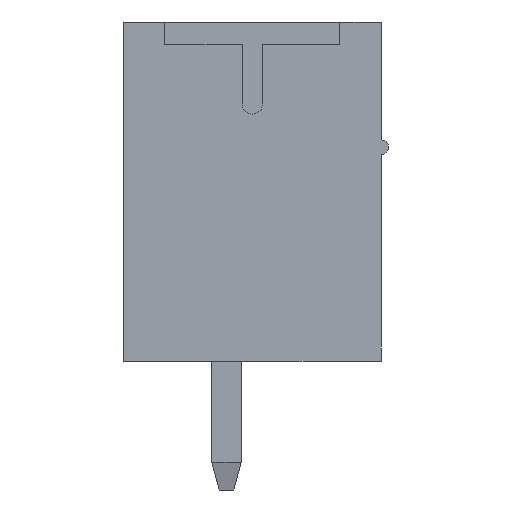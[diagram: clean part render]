
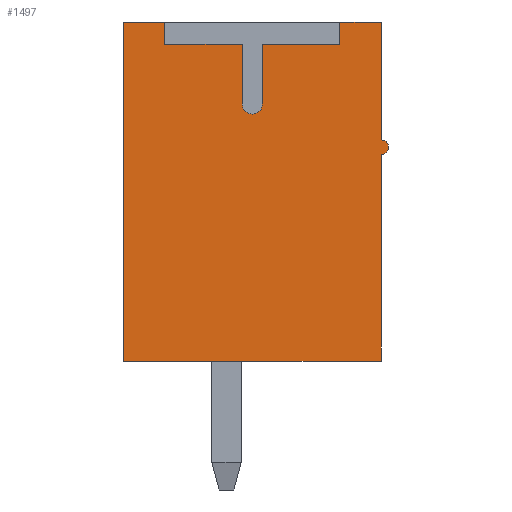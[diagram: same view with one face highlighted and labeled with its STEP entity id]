
A CAD part, left-side view. The second image highlights one B-rep face of the part: STEP entity #1497.
In plain terms, the highlighted planar face has unit normal (-1, 0, 0).
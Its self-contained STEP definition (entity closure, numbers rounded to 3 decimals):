
#1497 = ADVANCED_FACE( '', ( #3527 ), #3528, .F. );
#3527 = FACE_OUTER_BOUND( '', #6201, .T. );
#3528 = PLANE( '', #6202 );
#6201 = EDGE_LOOP( '', ( #10094, #10095, #10096, #10097, #10098, #10099, #10100, #10101, #10102, #10103, #10104, #10105, #10106, #10107 ) );
#6202 = AXIS2_PLACEMENT_3D( '', #10108, #10109, #10110 );
#10094 = ORIENTED_EDGE( '', *, *, #17489, .T. );
#10095 = ORIENTED_EDGE( '', *, *, #17565, .T. );
#10096 = ORIENTED_EDGE( '', *, *, #17566, .T. );
#10097 = ORIENTED_EDGE( '', *, *, #17567, .T. );
#10098 = ORIENTED_EDGE( '', *, *, #17568, .T. );
#10099 = ORIENTED_EDGE( '', *, *, #17569, .T. );
#10100 = ORIENTED_EDGE( '', *, *, #17525, .T. );
#10101 = ORIENTED_EDGE( '', *, *, #17570, .T. );
#10102 = ORIENTED_EDGE( '', *, *, #17571, .T. );
#10103 = ORIENTED_EDGE( '', *, *, #17572, .T. );
#10104 = ORIENTED_EDGE( '', *, *, #17573, .T. );
#10105 = ORIENTED_EDGE( '', *, *, #17574, .T. );
#10106 = ORIENTED_EDGE( '', *, *, #17575, .T. );
#10107 = ORIENTED_EDGE( '', *, *, #16934, .T. );
#10108 = CARTESIAN_POINT( '', ( -36.64, 0., 2.375 ) );
#10109 = DIRECTION( '', ( 1., 0., 0. ) );
#10110 = DIRECTION( '', ( 0., 0., -1. ) );
#16934 = EDGE_CURVE( '', #20582, #20583, #20584, .F. );
#17489 = EDGE_CURVE( '', #20583, #21521, #21522, .T. );
#17525 = EDGE_CURVE( '', #21582, #21580, #21583, .T. );
#17565 = EDGE_CURVE( '', #21521, #21651, #21652, .T. );
#17566 = EDGE_CURVE( '', #21651, #21653, #21654, .T. );
#17567 = EDGE_CURVE( '', #21653, #21655, #21656, .T. );
#17568 = EDGE_CURVE( '', #21655, #21657, #21658, .T. );
#17569 = EDGE_CURVE( '', #21657, #21582, #21659, .T. );
#17570 = EDGE_CURVE( '', #21580, #21660, #21661, .T. );
#17571 = EDGE_CURVE( '', #21660, #21662, #21663, .T. );
#17572 = EDGE_CURVE( '', #21662, #21664, #21665, .T. );
#17573 = EDGE_CURVE( '', #21664, #21666, #21667, .T. );
#17574 = EDGE_CURVE( '', #21666, #21668, #21669, .T. );
#17575 = EDGE_CURVE( '', #21668, #20582, #21670, .T. );
#20582 = VERTEX_POINT( '', #25824 );
#20583 = VERTEX_POINT( '', #25825 );
#20584 = CIRCLE( '', #25826, 0.2 );
#21521 = VERTEX_POINT( '', #27181 );
#21522 = LINE( '', #27182, #27183 );
#21580 = VERTEX_POINT( '', #27268 );
#21582 = VERTEX_POINT( '', #27271 );
#21583 = LINE( '', #27272, #27273 );
#21651 = VERTEX_POINT( '', #27372 );
#21652 = LINE( '', #27373, #27374 );
#21653 = VERTEX_POINT( '', #27375 );
#21654 = LINE( '', #27376, #27377 );
#21655 = VERTEX_POINT( '', #27378 );
#21656 = LINE( '', #27379, #27380 );
#21657 = VERTEX_POINT( '', #27381 );
#21658 = LINE( '', #27382, #27383 );
#21659 = CIRCLE( '', #27384, 0.275 );
#21660 = VERTEX_POINT( '', #27385 );
#21661 = LINE( '', #27386, #27387 );
#21662 = VERTEX_POINT( '', #27388 );
#21663 = LINE( '', #27389, #27390 );
#21664 = VERTEX_POINT( '', #27391 );
#21665 = LINE( '', #27392, #27393 );
#21666 = VERTEX_POINT( '', #27394 );
#21667 = LINE( '', #27395, #27396 );
#21668 = VERTEX_POINT( '', #27397 );
#21669 = LINE( '', #27398, #27399 );
#21670 = LINE( '', #27400, #27401 );
#25824 = CARTESIAN_POINT( '', ( -36.64, -3.5, 1. ) );
#25825 = CARTESIAN_POINT( '', ( -36.64, -3.5, 1.4 ) );
#25826 = AXIS2_PLACEMENT_3D( '', #32079, #32080, #32081 );
#27181 = CARTESIAN_POINT( '', ( -36.64, -3.5, 4.6 ) );
#27182 = CARTESIAN_POINT( '', ( -36.64, -3.5, 1.4 ) );
#27183 = VECTOR( '', #32599, 1000. );
#27268 = CARTESIAN_POINT( '', ( -36.64, 0.275, 4. ) );
#27271 = CARTESIAN_POINT( '', ( -36.64, 0.275, 2.375 ) );
#27272 = CARTESIAN_POINT( '', ( -36.64, 0.275, 2.375 ) );
#27273 = VECTOR( '', #32631, 1000. );
#27372 = CARTESIAN_POINT( '', ( -36.64, -2.375, 4.6 ) );
#27373 = CARTESIAN_POINT( '', ( -36.64, -3.871, 4.6 ) );
#27374 = VECTOR( '', #32669, 1000. );
#27375 = CARTESIAN_POINT( '', ( -36.64, -2.375, 4. ) );
#27376 = CARTESIAN_POINT( '', ( -36.64, -2.375, 4.6 ) );
#27377 = VECTOR( '', #32670, 1000. );
#27378 = CARTESIAN_POINT( '', ( -36.64, -0.275, 4. ) );
#27379 = CARTESIAN_POINT( '', ( -36.64, -2.375, 4. ) );
#27380 = VECTOR( '', #32671, 1000. );
#27381 = CARTESIAN_POINT( '', ( -36.64, -0.275, 2.375 ) );
#27382 = CARTESIAN_POINT( '', ( -36.64, -0.275, 4. ) );
#27383 = VECTOR( '', #32672, 1000. );
#27384 = AXIS2_PLACEMENT_3D( '', #32673, #32674, #32675 );
#27385 = CARTESIAN_POINT( '', ( -36.64, 2.375, 4. ) );
#27386 = CARTESIAN_POINT( '', ( -36.64, 0.275, 4. ) );
#27387 = VECTOR( '', #32676, 1000. );
#27388 = CARTESIAN_POINT( '', ( -36.64, 2.375, 4.6 ) );
#27389 = CARTESIAN_POINT( '', ( -36.64, 2.375, 4. ) );
#27390 = VECTOR( '', #32677, 1000. );
#27391 = CARTESIAN_POINT( '', ( -36.64, 3.5, 4.6 ) );
#27392 = CARTESIAN_POINT( '', ( -36.64, 2.375, 4.6 ) );
#27393 = VECTOR( '', #32678, 1000. );
#27394 = CARTESIAN_POINT( '', ( -36.64, 3.5, -4.6 ) );
#27395 = CARTESIAN_POINT( '', ( -36.64, 3.5, 4.6 ) );
#27396 = VECTOR( '', #32679, 1000. );
#27397 = CARTESIAN_POINT( '', ( -36.64, -3.5, -4.6 ) );
#27398 = CARTESIAN_POINT( '', ( -36.64, 3.5, -4.6 ) );
#27399 = VECTOR( '', #32680, 1000. );
#27400 = CARTESIAN_POINT( '', ( -36.64, -3.5, -4.6 ) );
#27401 = VECTOR( '', #32681, 1000. );
#32079 = CARTESIAN_POINT( '', ( -36.64, -3.5, 1.2 ) );
#32080 = DIRECTION( '', ( 1., 0., 0. ) );
#32081 = DIRECTION( '', ( 0., 0., -1. ) );
#32599 = DIRECTION( '', ( 0., 0., 1. ) );
#32631 = DIRECTION( '', ( 0., 0., 1. ) );
#32669 = DIRECTION( '', ( 0., 1., 0. ) );
#32670 = DIRECTION( '', ( 0., 0., -1. ) );
#32671 = DIRECTION( '', ( 0., 1., 0. ) );
#32672 = DIRECTION( '', ( 0., 0., -1. ) );
#32673 = CARTESIAN_POINT( '', ( -36.64, 0., 2.375 ) );
#32674 = DIRECTION( '', ( 1., 0., 0. ) );
#32675 = DIRECTION( '', ( 0., -1., 0. ) );
#32676 = DIRECTION( '', ( 0., 1., 0. ) );
#32677 = DIRECTION( '', ( 0., 0., 1. ) );
#32678 = DIRECTION( '', ( 0., 1., 0. ) );
#32679 = DIRECTION( '', ( 0., 0., -1. ) );
#32680 = DIRECTION( '', ( 0., -1., 0. ) );
#32681 = DIRECTION( '', ( 0., 0., 1. ) );
